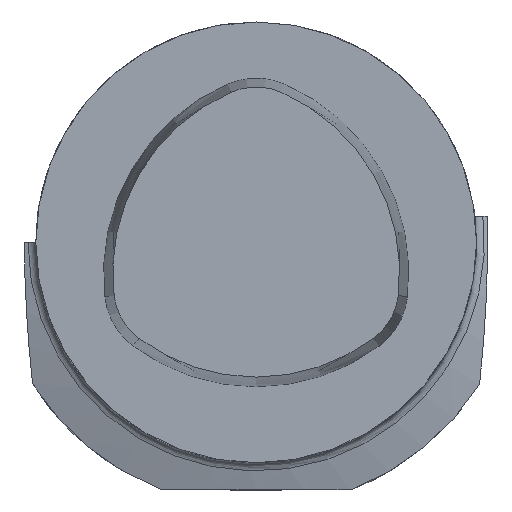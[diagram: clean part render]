
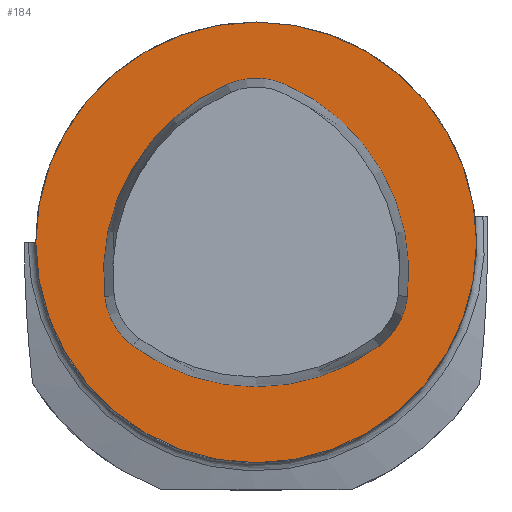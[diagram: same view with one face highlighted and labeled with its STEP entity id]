
A CAD part, top view. The second image highlights one B-rep face of the part: STEP entity #184.
In plain terms, the highlighted planar face has unit normal (0, 0, 1).
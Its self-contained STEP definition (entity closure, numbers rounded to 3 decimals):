
#120=FACE_BOUND('',#348,.T.);
#121=FACE_BOUND('',#349,.T.);
#147=CIRCLE('',#1238,25.);
#154=CIRCLE('',#1256,8.12);
#155=CIRCLE('',#1257,23.36);
#156=CIRCLE('',#1258,8.12);
#157=CIRCLE('',#1259,23.36);
#158=CIRCLE('',#1260,8.12);
#159=CIRCLE('',#1261,23.36);
#184=ADVANCED_FACE('',(#120,#121),#240,.T.);
#240=PLANE('',#1262);
#348=EDGE_LOOP('',(#522,#523,#524,#525,#526,#527));
#349=EDGE_LOOP('',(#528));
#522=ORIENTED_EDGE('',*,*,#897,.F.);
#523=ORIENTED_EDGE('',*,*,#898,.F.);
#524=ORIENTED_EDGE('',*,*,#899,.F.);
#525=ORIENTED_EDGE('',*,*,#900,.F.);
#526=ORIENTED_EDGE('',*,*,#901,.F.);
#527=ORIENTED_EDGE('',*,*,#902,.F.);
#528=ORIENTED_EDGE('',*,*,#874,.T.);
#762=VERTEX_POINT('',#1826);
#785=VERTEX_POINT('',#1875);
#786=VERTEX_POINT('',#1876);
#787=VERTEX_POINT('',#1878);
#788=VERTEX_POINT('',#1880);
#789=VERTEX_POINT('',#1882);
#790=VERTEX_POINT('',#1884);
#874=EDGE_CURVE('',#762,#762,#147,.T.);
#897=EDGE_CURVE('',#785,#786,#154,.T.);
#898=EDGE_CURVE('',#787,#785,#155,.T.);
#899=EDGE_CURVE('',#788,#787,#156,.T.);
#900=EDGE_CURVE('',#789,#788,#157,.T.);
#901=EDGE_CURVE('',#790,#789,#158,.T.);
#902=EDGE_CURVE('',#786,#790,#159,.T.);
#1238=AXIS2_PLACEMENT_3D('',#1825,#1408,#1409);
#1256=AXIS2_PLACEMENT_3D('',#1874,#1452,#1453);
#1257=AXIS2_PLACEMENT_3D('',#1877,#1454,#1455);
#1258=AXIS2_PLACEMENT_3D('',#1879,#1456,#1457);
#1259=AXIS2_PLACEMENT_3D('',#1881,#1458,#1459);
#1260=AXIS2_PLACEMENT_3D('',#1883,#1460,#1461);
#1261=AXIS2_PLACEMENT_3D('',#1885,#1462,#1463);
#1262=AXIS2_PLACEMENT_3D('',#1886,#1464,#1465);
#1408=DIRECTION('',(0.,0.,1.));
#1409=DIRECTION('',(1.,0.,0.));
#1452=DIRECTION('',(0.,0.,1.));
#1453=DIRECTION('',(1.,0.,0.));
#1454=DIRECTION('',(0.,0.,1.));
#1455=DIRECTION('',(1.,0.,0.));
#1456=DIRECTION('',(0.,0.,1.));
#1457=DIRECTION('',(1.,0.,0.));
#1458=DIRECTION('',(0.,0.,1.));
#1459=DIRECTION('',(1.,0.,0.));
#1460=DIRECTION('',(0.,0.,1.));
#1461=DIRECTION('',(1.,0.,0.));
#1462=DIRECTION('',(0.,0.,1.));
#1463=DIRECTION('',(1.,0.,0.));
#1464=DIRECTION('',(0.,0.,1.));
#1465=DIRECTION('',(-1.,0.,0.));
#1825=CARTESIAN_POINT('',(0.,0.,0.));
#1826=CARTESIAN_POINT('',(25.,0.,0.));
#1874=CARTESIAN_POINT('',(-9.093,-5.25,0.));
#1875=CARTESIAN_POINT('',(-17.159,-6.188,0.));
#1876=CARTESIAN_POINT('',(-13.938,-11.766,0.));
#1877=CARTESIAN_POINT('',(6.045,-3.49,0.));
#1878=CARTESIAN_POINT('',(-3.221,17.954,0.));
#1879=CARTESIAN_POINT('',(0.,10.5,0.));
#1880=CARTESIAN_POINT('',(3.221,17.954,0.));
#1881=CARTESIAN_POINT('',(-6.045,-3.49,0.));
#1882=CARTESIAN_POINT('',(17.159,-6.188,0.));
#1883=CARTESIAN_POINT('',(9.093,-5.25,0.));
#1884=CARTESIAN_POINT('',(13.938,-11.766,0.));
#1885=CARTESIAN_POINT('',(0.,6.98,0.));
#1886=CARTESIAN_POINT('',(0.,0.,0.));
